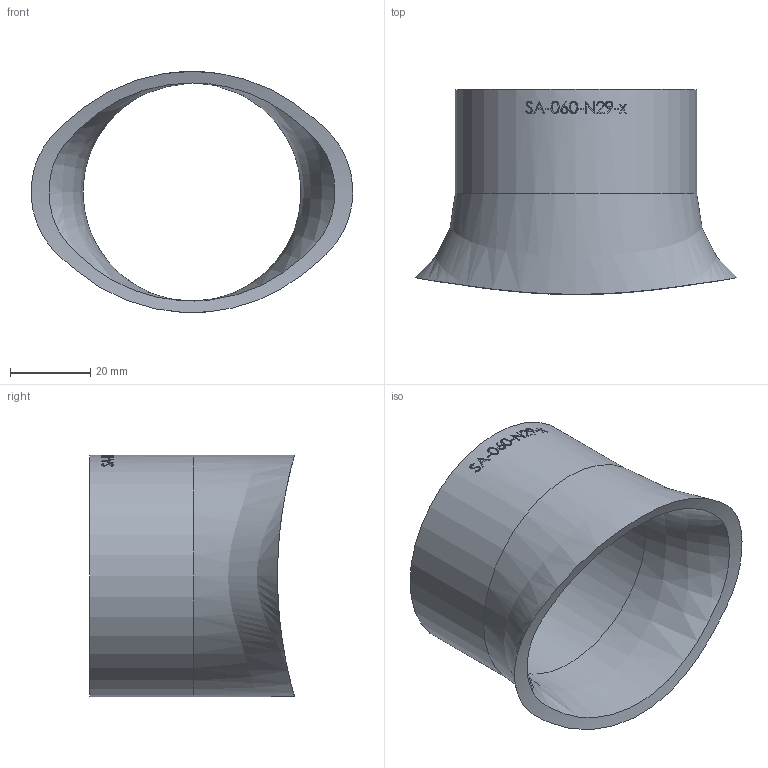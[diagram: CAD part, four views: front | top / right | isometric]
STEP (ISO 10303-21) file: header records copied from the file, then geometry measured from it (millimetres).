
FILE_DESCRIPTION (( 'STEP AP214' ), '1' );
FILE_NAME ('SA-060-N29-x Sattelstutzen 2001.STEP', '2020-01-08T09:05:11', ( '' ), ( '' ), 'SwSTEP 2.0', 'SolidWorks 2016', '' );
FILE_SCHEMA (( 'AUTOMOTIVE_DESIGN' ));
Length unit declared in the file: millimetre
Products named in the file (1): SA-060-N29-x Sattelstutzen 2001
Bounding box: 80.38 x 51.23 x 60.3 mm (x, y, z)
Volume: 26592.1 mm3; surface area: 19670.7 mm2
Topology: 1 solids, 1 shells, 139 faces, 362 edges, 241 vertices
Faces by surface type: bspline 85, plane 34, cylinder 20
Full cylindrical faces by diameter (mm): 54.5 x1, 60.3 x1
Entity records: 18130 total; most frequent: CARTESIAN_POINT 14038, ORIENTED_EDGE 708, EDGE_CURVE 354, B_SPLINE_CURVE_WITH_KNOTS 265, DIRECTION 246, VERTEX_POINT 238, EDGE_LOOP 162, FACE_OUTER_BOUND 143
